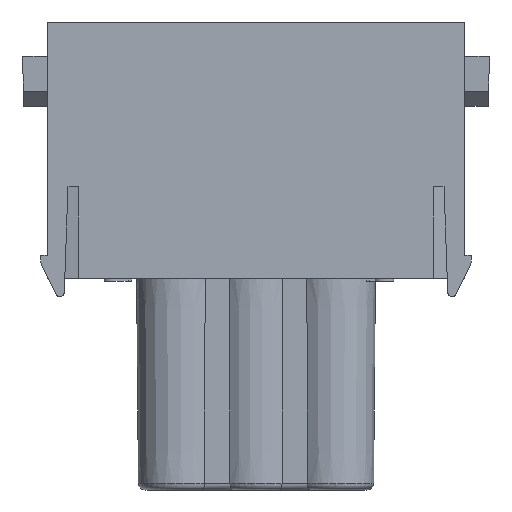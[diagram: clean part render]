
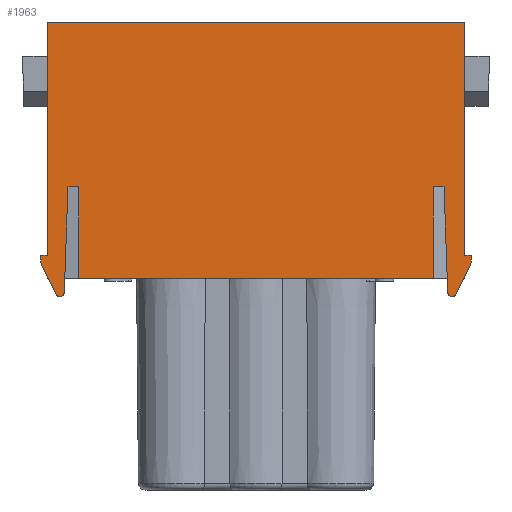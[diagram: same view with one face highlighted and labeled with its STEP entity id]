
A CAD part, front view. The second image highlights one B-rep face of the part: STEP entity #1963.
In plain terms, the highlighted planar face has unit normal (0, -1, 0).
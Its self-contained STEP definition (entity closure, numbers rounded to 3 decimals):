
#863=FACE_OUTER_BOUND('',#8399,.T.);
#1963=ADVANCED_FACE('',(#863),#2980,.F.);
#2980=PLANE('',#22594);
#3526=LINE('',#29234,#5396);
#3990=LINE('',#32429,#5860);
#3993=LINE('',#32435,#5863);
#3997=LINE('',#32444,#5867);
#4001=LINE('',#32456,#5871);
#4004=LINE('',#32465,#5874);
#4010=LINE('',#32477,#5880);
#4013=LINE('',#32482,#5883);
#4023=LINE('',#32507,#5893);
#4025=LINE('',#32511,#5895);
#4027=LINE('',#32515,#5897);
#4030=LINE('',#32523,#5900);
#4033=LINE('',#32531,#5903);
#4037=LINE('',#32539,#5907);
#4039=LINE('',#32542,#5909);
#4088=LINE('',#32649,#5958);
#4089=LINE('',#32651,#5959);
#4090=LINE('',#32653,#5960);
#5396=VECTOR('',#23745,1.);
#5860=VECTOR('',#25291,1.);
#5863=VECTOR('',#25296,1.);
#5867=VECTOR('',#25302,1.);
#5871=VECTOR('',#25314,1.);
#5874=VECTOR('',#25325,1.);
#5880=VECTOR('',#25335,1.);
#5883=VECTOR('',#25342,1.);
#5893=VECTOR('',#25360,1.);
#5895=VECTOR('',#25364,1.);
#5897=VECTOR('',#25368,1.);
#5900=VECTOR('',#25377,1.);
#5903=VECTOR('',#25386,1.);
#5907=VECTOR('',#25392,1.);
#5909=VECTOR('',#25396,1.);
#5958=VECTOR('',#25493,1.);
#5959=VECTOR('',#25496,1.);
#5960=VECTOR('',#25497,1.);
#7500=CIRCLE('',#22545,0.3);
#7502=CIRCLE('',#22549,0.3);
#7505=CIRCLE('',#22562,0.3);
#7506=CIRCLE('',#22565,0.3);
#8399=EDGE_LOOP('',(#11193,#11194,#11195,#11196,#11197,#11198,#11199,#11200,
#11201,#11202,#11203,#11204,#11205,#11206,#11207,#11208,#11209,#11210,#11211,
#11212,#11213,#11214));
#11193=ORIENTED_EDGE('',*,*,#19084,.F.);
#11194=ORIENTED_EDGE('',*,*,#18973,.F.);
#11195=ORIENTED_EDGE('',*,*,#18976,.F.);
#11196=ORIENTED_EDGE('',*,*,#18991,.F.);
#11197=ORIENTED_EDGE('',*,*,#18989,.T.);
#11198=ORIENTED_EDGE('',*,*,#18986,.T.);
#11199=ORIENTED_EDGE('',*,*,#18983,.T.);
#11200=ORIENTED_EDGE('',*,*,#18980,.F.);
#11201=ORIENTED_EDGE('',*,*,#18997,.T.);
#11202=ORIENTED_EDGE('',*,*,#19000,.F.);
#11203=ORIENTED_EDGE('',*,*,#17991,.T.);
#11204=ORIENTED_EDGE('',*,*,#19030,.T.);
#11205=ORIENTED_EDGE('',*,*,#19028,.T.);
#11206=ORIENTED_EDGE('',*,*,#19024,.T.);
#11207=ORIENTED_EDGE('',*,*,#19022,.F.);
#11208=ORIENTED_EDGE('',*,*,#19020,.T.);
#11209=ORIENTED_EDGE('',*,*,#19018,.F.);
#11210=ORIENTED_EDGE('',*,*,#19016,.T.);
#11211=ORIENTED_EDGE('',*,*,#19014,.T.);
#11212=ORIENTED_EDGE('',*,*,#19012,.F.);
#11213=ORIENTED_EDGE('',*,*,#19083,.T.);
#11214=ORIENTED_EDGE('',*,*,#19085,.T.);
#15808=VERTEX_POINT('',#29233);
#15809=VERTEX_POINT('',#29235);
#16495=VERTEX_POINT('',#32423);
#16498=VERTEX_POINT('',#32428);
#16500=VERTEX_POINT('',#32434);
#16502=VERTEX_POINT('',#32439);
#16504=VERTEX_POINT('',#32443);
#16505=VERTEX_POINT('',#32447);
#16508=VERTEX_POINT('',#32454);
#16509=VERTEX_POINT('',#32459);
#16514=VERTEX_POINT('',#32476);
#16524=VERTEX_POINT('',#32504);
#16525=VERTEX_POINT('',#32506);
#16526=VERTEX_POINT('',#32510);
#16527=VERTEX_POINT('',#32514);
#16528=VERTEX_POINT('',#32518);
#16529=VERTEX_POINT('',#32522);
#16530=VERTEX_POINT('',#32526);
#16531=VERTEX_POINT('',#32530);
#16533=VERTEX_POINT('',#32535);
#16568=VERTEX_POINT('',#32648);
#16569=VERTEX_POINT('',#32652);
#17991=EDGE_CURVE('',#15809,#15808,#3526,.T.);
#18973=EDGE_CURVE('',#16498,#16495,#3990,.T.);
#18976=EDGE_CURVE('',#16500,#16498,#3993,.T.);
#18980=EDGE_CURVE('',#16504,#16502,#3997,.T.);
#18983=EDGE_CURVE('',#16505,#16502,#7500,.T.);
#18986=EDGE_CURVE('',#16508,#16505,#4001,.T.);
#18989=EDGE_CURVE('',#16509,#16508,#7502,.T.);
#18991=EDGE_CURVE('',#16509,#16500,#4004,.T.);
#18997=EDGE_CURVE('',#16504,#16514,#4010,.T.);
#19000=EDGE_CURVE('',#15809,#16514,#4013,.T.);
#19012=EDGE_CURVE('',#16525,#16524,#4023,.T.);
#19014=EDGE_CURVE('',#16526,#16524,#4025,.T.);
#19016=EDGE_CURVE('',#16527,#16526,#4027,.T.);
#19018=EDGE_CURVE('',#16527,#16528,#7505,.T.);
#19020=EDGE_CURVE('',#16529,#16528,#4030,.T.);
#19022=EDGE_CURVE('',#16529,#16530,#7506,.T.);
#19024=EDGE_CURVE('',#16531,#16530,#4033,.T.);
#19028=EDGE_CURVE('',#16533,#16531,#4037,.T.);
#19030=EDGE_CURVE('',#15808,#16533,#4039,.T.);
#19083=EDGE_CURVE('',#16525,#16568,#4088,.T.);
#19084=EDGE_CURVE('',#16495,#16569,#4089,.T.);
#19085=EDGE_CURVE('',#16568,#16569,#4090,.T.);
#22545=AXIS2_PLACEMENT_3D('',#32450,#25308,#25309);
#22549=AXIS2_PLACEMENT_3D('',#32462,#25320,#25321);
#22562=AXIS2_PLACEMENT_3D('',#32519,#25372,#25373);
#22565=AXIS2_PLACEMENT_3D('',#32527,#25381,#25382);
#22594=AXIS2_PLACEMENT_3D('',#32654,#25498,#25499);
#23745=DIRECTION('',(1.,0.,0.));
#25291=DIRECTION('',(1.,0.,0.));
#25296=DIRECTION('',(0.,0.,1.));
#25302=DIRECTION('',(-0.035,0.,-0.999));
#25308=DIRECTION('',(0.,-1.,0.));
#25309=DIRECTION('',(0.,0.,-1.));
#25314=DIRECTION('',(1.,0.,0.));
#25320=DIRECTION('',(0.,-1.,0.));
#25321=DIRECTION('',(-0.899,0.,-0.439));
#25325=DIRECTION('',(-0.439,0.,0.899));
#25335=DIRECTION('',(1.,0.,0.));
#25342=DIRECTION('',(0.,0.,1.));
#25360=DIRECTION('',(1.,0.,0.));
#25364=DIRECTION('',(0.,0.,1.));
#25368=DIRECTION('',(0.439,0.,0.899));
#25372=DIRECTION('',(0.,1.,0.));
#25373=DIRECTION('',(0.899,0.,-0.439));
#25377=DIRECTION('',(1.,0.,0.));
#25381=DIRECTION('',(0.,1.,0.));
#25382=DIRECTION('',(0.,0.,-1.));
#25386=DIRECTION('',(0.035,0.,-0.999));
#25392=DIRECTION('',(1.,0.,0.));
#25396=DIRECTION('',(0.,0.,1.));
#25493=DIRECTION('',(0.,0.,1.));
#25496=DIRECTION('',(0.,0.,1.));
#25497=DIRECTION('',(-1.,0.,0.));
#25498=DIRECTION('',(0.,1.,0.));
#25499=DIRECTION('',(-1.,0.,0.));
#29233=CARTESIAN_POINT('',(12.9,-7.3,0.));
#29234=CARTESIAN_POINT('',(-12.9,-7.3,0.));
#29235=CARTESIAN_POINT('',(-12.9,-7.3,0.));
#32423=CARTESIAN_POINT('',(-15.2,-7.3,1.7));
#32428=CARTESIAN_POINT('',(-15.7,-7.3,1.7));
#32429=CARTESIAN_POINT('',(-15.7,-7.3,1.7));
#32434=CARTESIAN_POINT('',(-15.7,-7.3,1.2));
#32435=CARTESIAN_POINT('',(-15.7,-7.3,1.2));
#32439=CARTESIAN_POINT('',(-13.969,-7.3,-1.01));
#32443=CARTESIAN_POINT('',(-13.7,-7.3,6.7));
#32444=CARTESIAN_POINT('',(-13.7,-7.3,6.7));
#32447=CARTESIAN_POINT('',(-14.269,-7.3,-1.3));
#32450=CARTESIAN_POINT('',(-14.269,-7.3,-1.));
#32454=CARTESIAN_POINT('',(-14.292,-7.3,-1.3));
#32456=CARTESIAN_POINT('',(-14.292,-7.3,-1.3));
#32459=CARTESIAN_POINT('',(-14.562,-7.3,-1.132));
#32462=CARTESIAN_POINT('',(-14.292,-7.3,-1.));
#32465=CARTESIAN_POINT('',(-14.562,-7.3,-1.132));
#32476=CARTESIAN_POINT('',(-12.9,-7.3,6.7));
#32477=CARTESIAN_POINT('',(-13.7,-7.3,6.7));
#32482=CARTESIAN_POINT('',(-12.9,-7.3,0.));
#32504=CARTESIAN_POINT('',(15.7,-7.3,1.7));
#32506=CARTESIAN_POINT('',(15.2,-7.3,1.7));
#32507=CARTESIAN_POINT('',(15.2,-7.3,1.7));
#32510=CARTESIAN_POINT('',(15.7,-7.3,1.2));
#32511=CARTESIAN_POINT('',(15.7,-7.3,1.2));
#32514=CARTESIAN_POINT('',(14.562,-7.3,-1.132));
#32515=CARTESIAN_POINT('',(14.562,-7.3,-1.132));
#32518=CARTESIAN_POINT('',(14.292,-7.3,-1.3));
#32519=CARTESIAN_POINT('',(14.292,-7.3,-1.));
#32522=CARTESIAN_POINT('',(14.269,-7.3,-1.3));
#32523=CARTESIAN_POINT('',(14.269,-7.3,-1.3));
#32526=CARTESIAN_POINT('',(13.969,-7.3,-1.01));
#32527=CARTESIAN_POINT('',(14.269,-7.3,-1.));
#32530=CARTESIAN_POINT('',(13.7,-7.3,6.7));
#32531=CARTESIAN_POINT('',(13.7,-7.3,6.7));
#32535=CARTESIAN_POINT('',(12.9,-7.3,6.7));
#32539=CARTESIAN_POINT('',(12.9,-7.3,6.7));
#32542=CARTESIAN_POINT('',(12.9,-7.3,0.));
#32648=CARTESIAN_POINT('',(15.2,-7.3,18.7));
#32649=CARTESIAN_POINT('',(15.2,-7.3,1.7));
#32651=CARTESIAN_POINT('',(-15.2,-7.3,1.7));
#32652=CARTESIAN_POINT('',(-15.2,-7.3,18.7));
#32653=CARTESIAN_POINT('',(15.2,-7.3,18.7));
#32654=CARTESIAN_POINT('',(18.251,-7.3,14.7));
